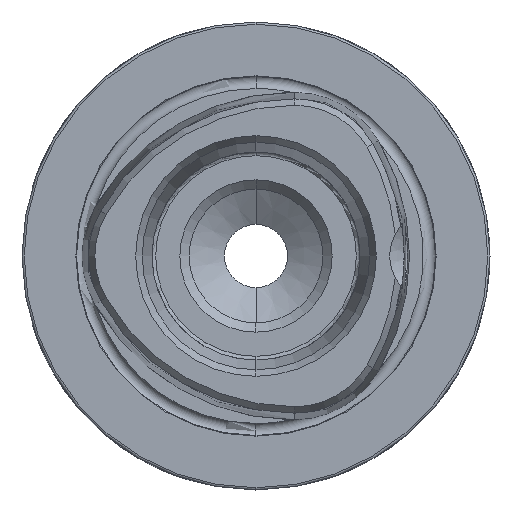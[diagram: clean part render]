
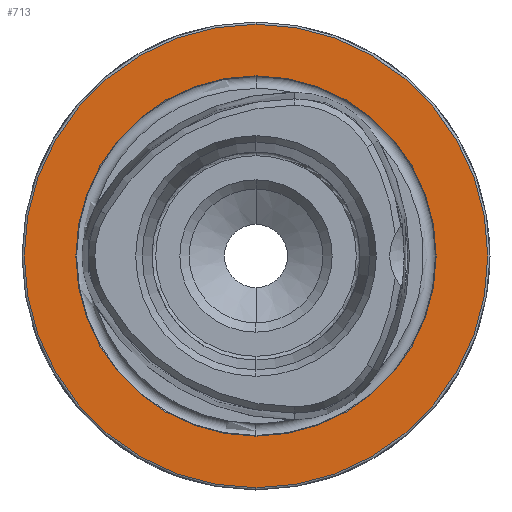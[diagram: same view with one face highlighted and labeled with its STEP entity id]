
A CAD part, left-side view. The second image highlights one B-rep face of the part: STEP entity #713.
In plain terms, the highlighted planar face has unit normal (-1, 0, 0).
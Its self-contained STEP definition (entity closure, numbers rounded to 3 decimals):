
#341 = CIRCLE ( 'NONE', #5047, 24.25 ) ;
#348 = DIRECTION ( 'NONE',  ( -1., 0., 0. ) ) ;
#556 = EDGE_CURVE ( 'NONE', #849, #923, #667, .T. ) ;
#667 = CIRCLE ( 'NONE', #3839, 31.2 ) ;
#713 = ADVANCED_FACE ( 'NONE', ( #2384, #1845 ), #4537, .F. ) ;
#849 = VERTEX_POINT ( 'NONE', #4224 ) ;
#923 = VERTEX_POINT ( 'NONE', #1379 ) ;
#1022 = AXIS2_PLACEMENT_3D ( 'NONE', #3654, #1069, #1958 ) ;
#1069 = DIRECTION ( 'NONE',  ( 1., 0., 0. ) ) ;
#1146 = ORIENTED_EDGE ( 'NONE', *, *, #1670, .T. ) ;
#1363 = DIRECTION ( 'NONE',  ( -1., 0., 0. ) ) ;
#1370 = DIRECTION ( 'NONE',  ( -1., 0., 0. ) ) ;
#1373 = CARTESIAN_POINT ( 'NONE',  ( 0., 0., 24.25 ) ) ;
#1379 = CARTESIAN_POINT ( 'NONE',  ( 0., 0., 31.2 ) ) ;
#1514 = VERTEX_POINT ( 'NONE', #1373 ) ;
#1617 = CARTESIAN_POINT ( 'NONE',  ( 0., 0., 0. ) ) ;
#1670 = EDGE_CURVE ( 'NONE', #923, #849, #1921, .T. ) ;
#1684 = DIRECTION ( 'NONE',  ( 0., 0., 1. ) ) ;
#1733 = ORIENTED_EDGE ( 'NONE', *, *, #2300, .F. ) ;
#1845 = FACE_OUTER_BOUND ( 'NONE', #2930, .T. ) ;
#1921 = CIRCLE ( 'NONE', #2664, 31.2 ) ;
#1958 = DIRECTION ( 'NONE',  ( 0., 0., -1. ) ) ;
#1993 = VERTEX_POINT ( 'NONE', #2097 ) ;
#2097 = CARTESIAN_POINT ( 'NONE',  ( 0., 0., -24.25 ) ) ;
#2228 = DIRECTION ( 'NONE',  ( 0., 0., 1. ) ) ;
#2300 = EDGE_CURVE ( 'NONE', #1514, #1993, #341, .T. ) ;
#2384 = FACE_BOUND ( 'NONE', #2663, .T. ) ;
#2472 = ORIENTED_EDGE ( 'NONE', *, *, #556, .T. ) ;
#2663 = EDGE_LOOP ( 'NONE', ( #1733, #3464 ) ) ;
#2664 = AXIS2_PLACEMENT_3D ( 'NONE', #3865, #1363, #4346 ) ;
#2930 = EDGE_LOOP ( 'NONE', ( #1146, #2472 ) ) ;
#2980 = CIRCLE ( 'NONE', #4148, 24.25 ) ;
#3103 = CARTESIAN_POINT ( 'NONE',  ( 0., 0., 0. ) ) ;
#3354 = DIRECTION ( 'NONE',  ( 0., 0., 1. ) ) ;
#3464 = ORIENTED_EDGE ( 'NONE', *, *, #5591, .F. ) ;
#3654 = CARTESIAN_POINT ( 'NONE',  ( 0., 24.25, 0. ) ) ;
#3839 = AXIS2_PLACEMENT_3D ( 'NONE', #1617, #348, #3354 ) ;
#3865 = CARTESIAN_POINT ( 'NONE',  ( 0., 0., 0. ) ) ;
#4148 = AXIS2_PLACEMENT_3D ( 'NONE', #3103, #1370, #2228 ) ;
#4224 = CARTESIAN_POINT ( 'NONE',  ( 0., 0., -31.2 ) ) ;
#4346 = DIRECTION ( 'NONE',  ( 0., 0., 1. ) ) ;
#4537 = PLANE ( 'NONE',  #1022 ) ;
#5047 = AXIS2_PLACEMENT_3D ( 'NONE', #5528, #5066, #1684 ) ;
#5066 = DIRECTION ( 'NONE',  ( -1., 0., 0. ) ) ;
#5528 = CARTESIAN_POINT ( 'NONE',  ( 0., 0., 0. ) ) ;
#5591 = EDGE_CURVE ( 'NONE', #1993, #1514, #2980, .T. ) ;
